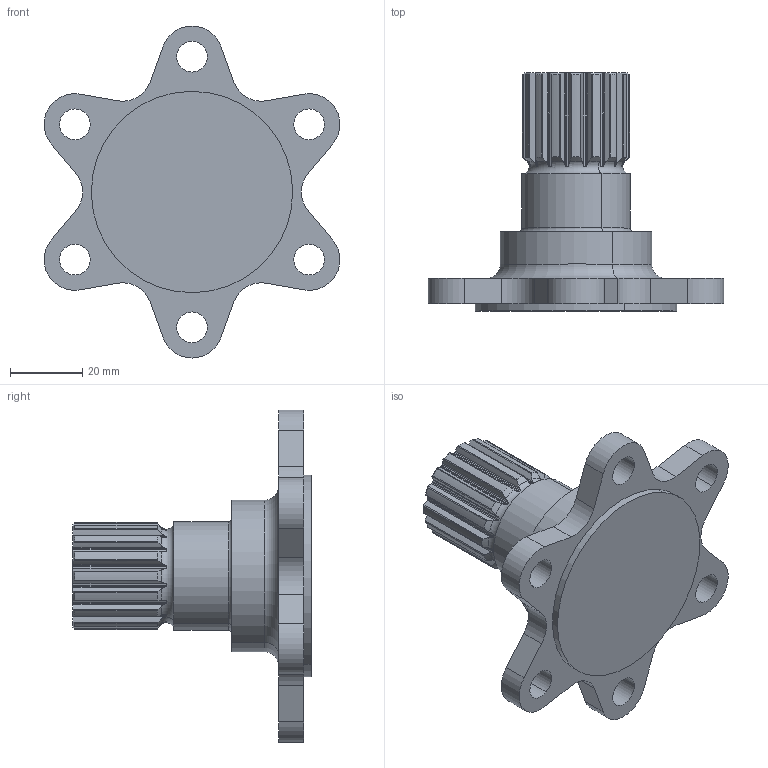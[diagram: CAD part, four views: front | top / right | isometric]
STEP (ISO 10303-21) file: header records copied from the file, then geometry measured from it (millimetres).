
FILE_DESCRIPTION(('CATIA V5 STEP Exchange'),'2;1');
FILE_NAME('EN_01002 (flanged shaft) v3.stp','2021-11-15T16:10:41+00:00',('none'),('none'),'CATIA Version 5 Release 19 SP 2 (IN-10)','CATIA V5 STEP AP203','none');
FILE_SCHEMA(('CONFIG_CONTROL_DESIGN'));
Length unit declared in the file: millimetre
Products named in the file (1): EN_01002
Bounding box: 81.95 x 66 x 92 mm (x, y, z)
Volume: 80949.5 mm3; surface area: 19045.5 mm2
Topology: 1 solids, 1 shells, 234 faces, 691 edges, 462 vertices
Faces by surface type: cylinder 176, cone 35, plane 17, torus 6
Entity records: 8104 total; most frequent: CARTESIAN_POINT 2419, ORIENTED_EDGE 1378, DIRECTION 841, EDGE_CURVE 689, VERTEX_POINT 461, AXIS2_PLACEMENT_3D 454, CIRCLE 280, EDGE_LOOP 250
